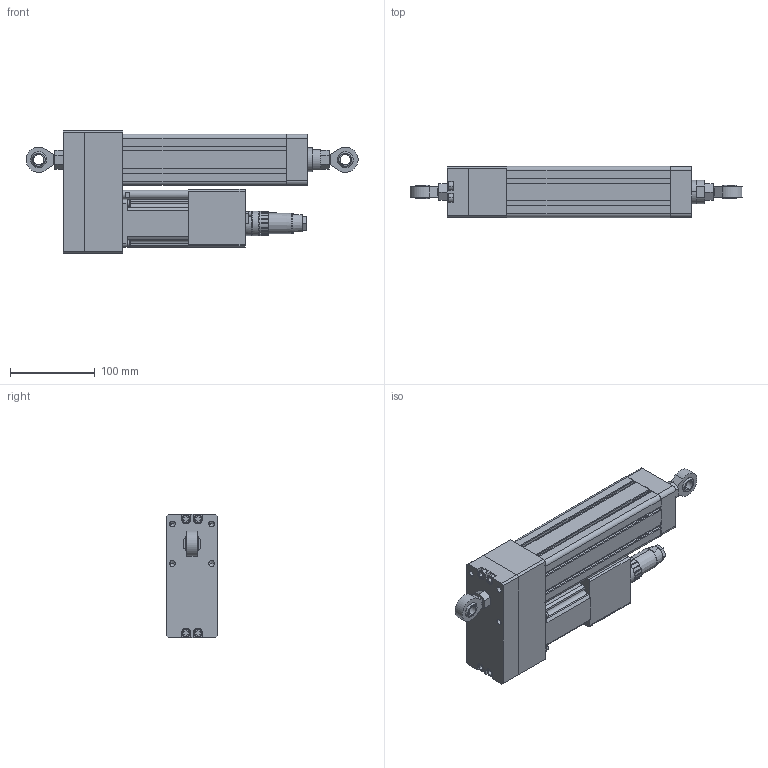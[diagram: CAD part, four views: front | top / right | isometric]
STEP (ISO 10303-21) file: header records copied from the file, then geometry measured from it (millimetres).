
FILE_DESCRIPTION((''),'2;1');
FILE_NAME('071116.1.stp','2011-04-27T11:39:56',(''),(''),'Mechanical Desktop 2009','Mechanical Desktop 2009',', , ');
FILE_SCHEMA(('CONFIG_CONTROL_DESIGN'));
Length unit declared in the file: millimetre
Products named in the file (63): K0711161; K0803111A; K0803111; K0702222; K0702222A; K0711168; K0711168A; K0711167A; K0711167; K0702016; K0702016A; GELENKKOPF_M12; TEIL1A; TEIL2A; Gelenkkopf_M12|AVE_RENDER; Gelenkkopf_M12|AVE_GLOBAL; Gelenkkopf_M12|RM_SDB; 6KT-MUTTER_M12; 6KT-MUTTER_M12A; I-6KT_SCHRAUBE_M6X25; I-6KT_SCHRAUBE_M6X25A; E0711173; K49586; E0711172A; E0711172; I-6KT_SCHRAUBE_M3X10; I-6KT_SCHRAUBE_M3X10A; E0711175; E0711175A; SENKSCHRAUBE_I-6KT_M3X6A; SENKSCHRAUBE_I-6KT_M3X6; FLANSCHSTECKER_KUNSTST_7PA; FLANSCHSTECKER_KUNSTST_7P; I-6KT_SCHRAUBE_M3X8; I-6KT_SCHRAUBE_M3X8A; E0608281; E0608281A; ZYL_SCHR_M2_5X8; ZYL_SCHR_M2_5X8A; E0711177 ...
Assembly tree (97 placements, depth 4):
  K0711161
    K0803111A
      K0803111
    K0702222
      K0702222A
    K0711168
      K0711168A
    K0711167A
      K0711167
    K0702016
      K0702016A
    GELENKKOPF_M12  x2
      TEIL1A
      TEIL2A
      Gelenkkopf_M12|AVE_RENDER
      Gelenkkopf_M12|AVE_GLOBAL
      Gelenkkopf_M12|RM_SDB
    6KT-MUTTER_M12  x2
      6KT-MUTTER_M12A
    I-6KT_SCHRAUBE_M6X25  x4
      I-6KT_SCHRAUBE_M6X25A
    E0711173
      K49586
      E0711172A
        E0711172
      I-6KT_SCHRAUBE_M3X10  x4
        I-6KT_SCHRAUBE_M3X10A
      E0711175
        E0711175A
      SENKSCHRAUBE_I-6KT_M3X6A  x4
        SENKSCHRAUBE_I-6KT_M3X6
      FLANSCHSTECKER_KUNSTST_7PA
        FLANSCHSTECKER_KUNSTST_7P
      I-6KT_SCHRAUBE_M3X8  x2
        I-6KT_SCHRAUBE_M3X8A
      E0608281
        E0608281A
      ZYL_SCHR_M2_5X8  x3
        ZYL_SCHR_M2_5X8A
      E0711177
        E0711177A
      E0608285
        E0608285A
      E0608284
    I-6KT_SCHRAUBE_M4X12  x4
      I-6KT_SCHRAUBE_M4X12A
    KABELDOSE_KUNSTST_7P
      TEIL1
      TEIL2
      TEIL3
      Kabeldose_Kunstst_7p|AVE_RENDER  x8
      Kabeldose_Kunstst_7p|AVE_GLOBAL
      Kabeldose_Kunstst_7p|RM_SDB  x3
    K0711176
      K0711176A
    K1002131A  x4
      K1002131
    RM_SDB  x3
  1
  2
Bounding box: 390.89 x 60.3 x 145 mm (x, y, z)
Volume: 1175031.9 mm3; surface area: 361344.3 mm2
Topology: 48 solids, 48 shells, 1366 faces, 3504 edges, 2356 vertices
Faces by surface type: plane 673, cylinder 465, cone 162, torus 42, bspline 16, sphere 8
Entity records: 35199 total; most frequent: CARTESIAN_POINT 7858, DIRECTION 5719, ORIENTED_EDGE 5194, EDGE_CURVE 2597, AXIS2_PLACEMENT_3D 2026, VERTEX_POINT 1708, VECTOR 1667, LINE 1667
